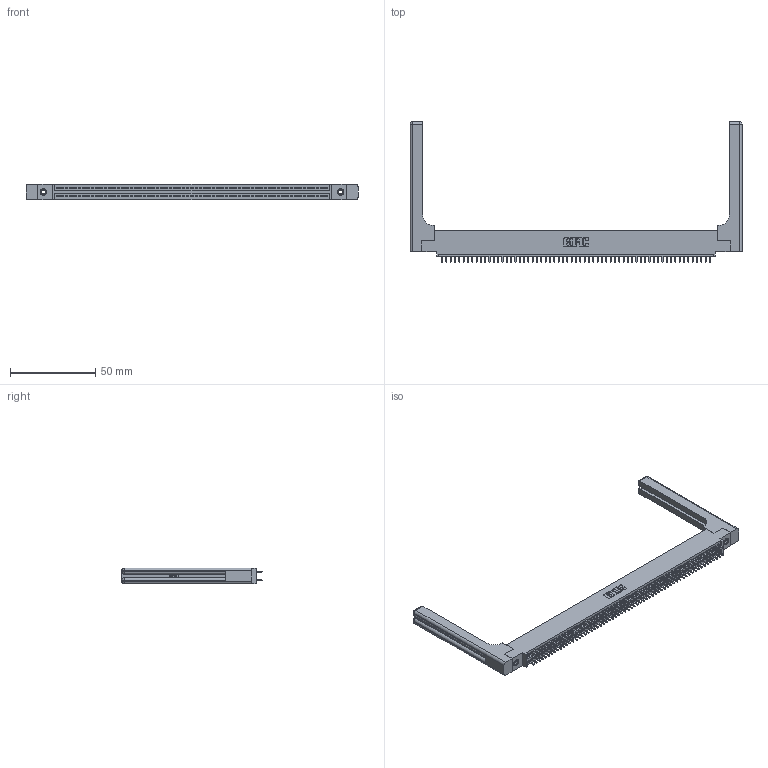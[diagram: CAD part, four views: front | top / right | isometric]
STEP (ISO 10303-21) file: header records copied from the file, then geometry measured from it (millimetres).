
FILE_DESCRIPTION (( 'STEP AP203' ), '1' );
FILE_NAME ('395-126-521-558.STEP', '2019-10-28T14:06:38', ( '' ), ( '' ), 'SwSTEP 2.0', 'SolidWorks 2016', '' );
FILE_SCHEMA (( 'CONFIG_CONTROL_DESIGN' ));
Length unit declared in the file: inch
Products named in the file (5): 345 Part_0.110 Offset - 0.156 Dia-TH; 345-292-001_345-293-121; 345-250-001_345-250-001-102; 345-220-058_345-220-058; 395-126-521-558
Assembly tree (131 placements, depth 2):
  395-126-521-558
    345 Part_0.110 Offset - 0.156 Dia-TH
    345-292-001_345-293-121  x126
    345-250-001_345-250-001-102  x2
    345-220-058_345-220-058  x2
Bounding box: 195.05 x 82.47 x 9.4 mm (x, y, z)
Volume: 27492.3 mm3; surface area: 33334.2 mm2
Topology: 131 solids, 131 shells, 6686 faces, 19793 edges, 13006 vertices
Faces by surface type: plane 4390, cylinder 2236, bspline 36, cone 12, sphere 8, torus 4
Entity records: 51936 total; most frequent: CARTESIAN_POINT 9681, ORIENTED_EDGE 8412, DIRECTION 7442, EDGE_CURVE 4206, VECTOR 3730, LINE 3730, VERTEX_POINT 2794, AXIS2_PLACEMENT_3D 1856
